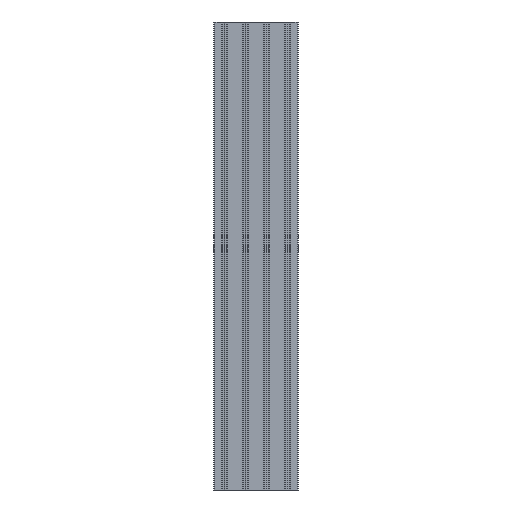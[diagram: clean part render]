
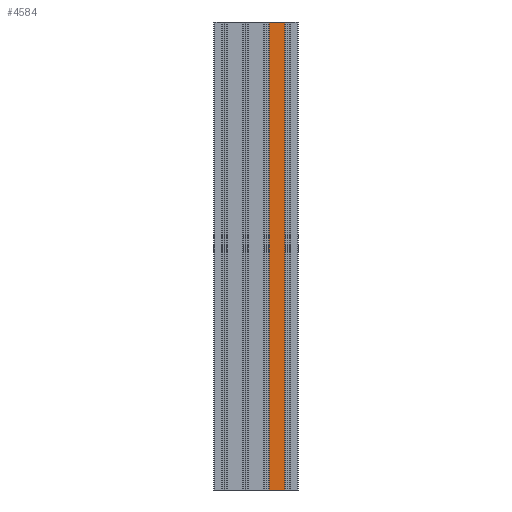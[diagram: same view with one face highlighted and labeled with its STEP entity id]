
A CAD part, front view. The second image highlights one B-rep face of the part: STEP entity #4584.
In plain terms, the highlighted planar face has unit normal (0, -1, 0).
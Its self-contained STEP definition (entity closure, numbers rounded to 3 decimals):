
#120 = LINE ( 'NONE', #16051, #7223 ) ;
#200 = VECTOR ( 'NONE', #17311, 1000. ) ;
#564 = LINE ( 'NONE', #14990, #14944 ) ;
#565 = PLANE ( 'NONE',  #2187 ) ;
#2027 = DIRECTION ( 'NONE',  ( 0., 0., 1. ) ) ;
#2187 = AXIS2_PLACEMENT_3D ( 'NONE', #2351, #11831, #15198 ) ;
#2351 = CARTESIAN_POINT ( 'NONE',  ( -90., -30., 1000. ) ) ;
#2458 = ORIENTED_EDGE ( 'NONE', *, *, #16074, .F. ) ;
#3810 = CARTESIAN_POINT ( 'NONE',  ( 28.825, -30., 0. ) ) ;
#3832 = EDGE_CURVE ( 'NONE', #3933, #12331, #564, .T. ) ;
#3933 = VERTEX_POINT ( 'NONE', #3810 ) ;
#4584 = ADVANCED_FACE ( 'NONE', ( #16800 ), #565, .F. ) ;
#4902 = VERTEX_POINT ( 'NONE', #10282 ) ;
#5172 = ORIENTED_EDGE ( 'NONE', *, *, #3832, .T. ) ;
#5238 = VECTOR ( 'NONE', #7885, 1000. ) ;
#5277 = EDGE_CURVE ( 'NONE', #12331, #4902, #11193, .T. ) ;
#6390 = EDGE_LOOP ( 'NONE', ( #16449, #13801, #2458, #5172 ) ) ;
#7223 = VECTOR ( 'NONE', #2027, 1000. ) ;
#7708 = CARTESIAN_POINT ( 'NONE',  ( 61.175, -30., 0. ) ) ;
#7885 = DIRECTION ( 'NONE',  ( 1., 0., 0. ) ) ;
#9118 = CARTESIAN_POINT ( 'NONE',  ( 28.825, -30., 1000. ) ) ;
#9196 = VERTEX_POINT ( 'NONE', #9118 ) ;
#9495 = CARTESIAN_POINT ( 'NONE',  ( 61.175, -30., 0. ) ) ;
#10282 = CARTESIAN_POINT ( 'NONE',  ( 61.175, -30., 1000. ) ) ;
#11193 = LINE ( 'NONE', #9495, #200 ) ;
#11259 = CARTESIAN_POINT ( 'NONE',  ( -90., -30., 1000. ) ) ;
#11831 = DIRECTION ( 'NONE',  ( 0., 1., 0. ) ) ;
#12331 = VERTEX_POINT ( 'NONE', #7708 ) ;
#13801 = ORIENTED_EDGE ( 'NONE', *, *, #15173, .F. ) ;
#14741 = LINE ( 'NONE', #11259, #5238 ) ;
#14944 = VECTOR ( 'NONE', #17745, 1000. ) ;
#14990 = CARTESIAN_POINT ( 'NONE',  ( -90., -30., 0. ) ) ;
#15173 = EDGE_CURVE ( 'NONE', #9196, #4902, #14741, .T. ) ;
#15198 = DIRECTION ( 'NONE',  ( 0., 0., 1. ) ) ;
#16051 = CARTESIAN_POINT ( 'NONE',  ( 28.825, -30., 0. ) ) ;
#16074 = EDGE_CURVE ( 'NONE', #3933, #9196, #120, .T. ) ;
#16449 = ORIENTED_EDGE ( 'NONE', *, *, #5277, .T. ) ;
#16800 = FACE_OUTER_BOUND ( 'NONE', #6390, .T. ) ;
#17311 = DIRECTION ( 'NONE',  ( 0., 0., 1. ) ) ;
#17745 = DIRECTION ( 'NONE',  ( 1., 0., 0. ) ) ;
